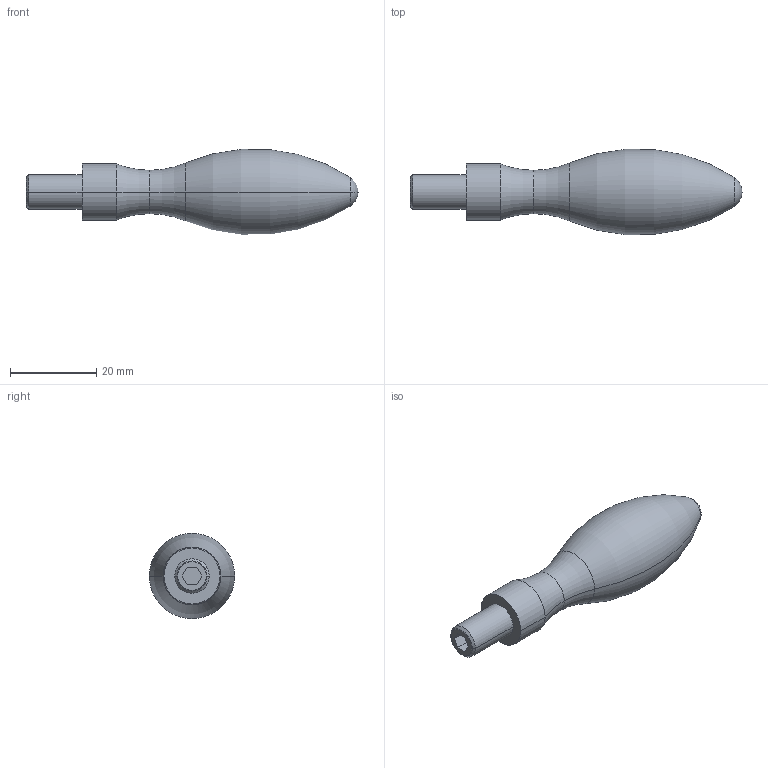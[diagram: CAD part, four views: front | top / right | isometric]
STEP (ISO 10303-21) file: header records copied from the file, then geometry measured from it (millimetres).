
FILE_DESCRIPTION(('STEP AP214'),'1');
FILE_NAME('HALDERN_EH_24450_0120.stp','2017-05-09T08:15:15',('TraceParts'),('TraceParts S.A.'),'Spatial InterOp 3D',' ',' ');
FILE_SCHEMA(('automotive_design'));
Length unit declared in the file: millimetre
Products named in the file (1): HALDERN_EH_24450_0120
Bounding box: 77 x 19.77 x 19.73 mm (x, y, z)
Volume: 11858.3 mm3; surface area: 3532.2 mm2
Topology: 1 solids, 1 shells, 25 faces, 54 edges, 31 vertices
Faces by surface type: plane 9, torus 6, cylinder 4, cone 4, sphere 2
Entity records: 888 total; most frequent: DIRECTION 130, CARTESIAN_POINT 109, ORIENTED_EDGE 104, AXIS2_PLACEMENT_3D 52, EDGE_CURVE 52, VERTEX_POINT 31, EDGE_LOOP 27, STYLED_ITEM 26
